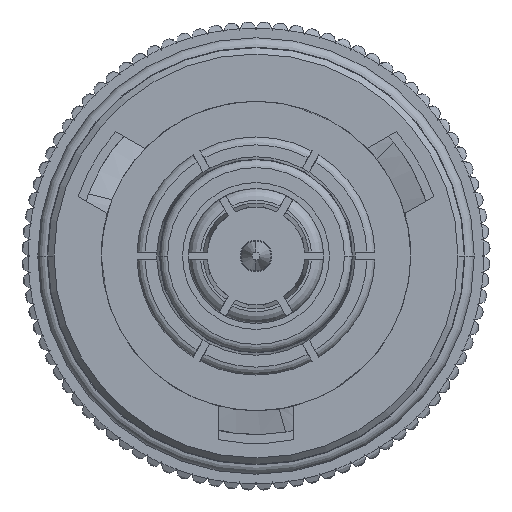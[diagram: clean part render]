
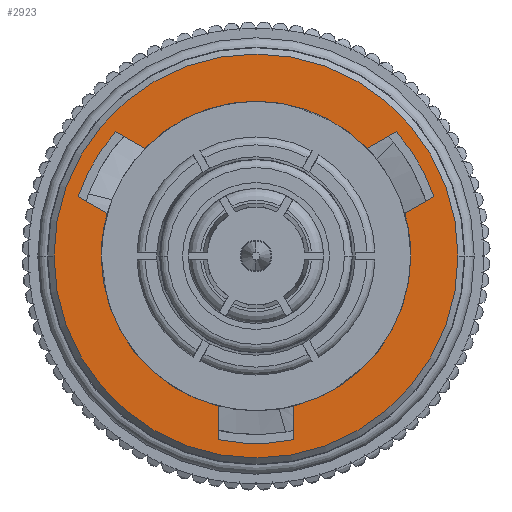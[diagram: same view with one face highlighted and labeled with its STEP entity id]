
A CAD part, left-side view. The second image highlights one B-rep face of the part: STEP entity #2923.
In plain terms, the highlighted face is planar.
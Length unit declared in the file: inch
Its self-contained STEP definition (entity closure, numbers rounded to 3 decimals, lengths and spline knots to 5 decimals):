
#358 = EDGE_CURVE ( 'NONE', #14561, #20795, #21285, .T. ) ;
#486 = ORIENTED_EDGE ( 'NONE', *, *, #17748, .F. ) ;
#790 = CIRCLE ( 'NONE', #24978, 0.23622 ) ;
#854 = VECTOR ( 'NONE', #14840, 39.37008 ) ;
#856 = ORIENTED_EDGE ( 'NONE', *, *, #358, .T. ) ;
#1137 = CARTESIAN_POINT ( 'NONE',  ( 0., 0., 0.195 ) ) ;
#1374 = DIRECTION ( 'NONE',  ( 0., 0., 1. ) ) ;
#1549 = DIRECTION ( 'NONE',  ( -1., 0., 0. ) ) ;
#1639 = AXIS2_PLACEMENT_3D ( 'NONE', #19581, #11732, #13463 ) ;
#1739 = ORIENTED_EDGE ( 'NONE', *, *, #12299, .F. ) ;
#1817 = CARTESIAN_POINT ( 'NONE',  ( 0., 0.195, 0. ) ) ;
#1904 = VERTEX_POINT ( 'NONE', #5234 ) ;
#2438 = AXIS2_PLACEMENT_3D ( 'NONE', #4342, #18707, #4729 ) ;
#2474 = VECTOR ( 'NONE', #3917, 39.37008 ) ;
#2512 = CARTESIAN_POINT ( 'NONE',  ( 0., 0., 0. ) ) ;
#2633 = VERTEX_POINT ( 'NONE', #24037 ) ;
#2917 = ORIENTED_EDGE ( 'NONE', *, *, #21123, .F. ) ;
#2923 = ADVANCED_FACE ( 'NONE', ( #26134, #25879 ), #10065, .F. ) ;
#3125 = EDGE_CURVE ( 'NONE', #23438, #19250, #21181, .T. ) ;
#3215 = VECTOR ( 'NONE', #10634, 39.37008 ) ;
#3283 = CIRCLE ( 'NONE', #2438, 0.2545 ) ;
#3445 = CARTESIAN_POINT ( 'NONE',  ( 0., -0.07456, -0.22414 ) ) ;
#3659 = CIRCLE ( 'NONE', #15112, 0.2545 ) ;
#3900 = DIRECTION ( 'NONE',  ( 1., 0., 0. ) ) ;
#3917 = DIRECTION ( 'NONE',  ( 0., -0.5, -0.866 ) ) ;
#4237 = EDGE_LOOP ( 'NONE', ( #17984, #6466, #20448, #1739, #14857, #11002, #4749, #9766, #486, #856, #15431, #21798, #22236, #21038 ) ) ;
#4342 = CARTESIAN_POINT ( 'NONE',  ( 0., 0., 0. ) ) ;
#4729 = DIRECTION ( 'NONE',  ( 0., 0., 1. ) ) ;
#4749 = ORIENTED_EDGE ( 'NONE', *, *, #13555, .F. ) ;
#4840 = DIRECTION ( 'NONE',  ( 0., -1., 0. ) ) ;
#5164 = DIRECTION ( 'NONE',  ( 0., -0.5, 0.866 ) ) ;
#5234 = CARTESIAN_POINT ( 'NONE',  ( 0., -0.15683, -0.17664 ) ) ;
#5434 = EDGE_LOOP ( 'NONE', ( #12923, #2917 ) ) ;
#5729 = CARTESIAN_POINT ( 'NONE',  ( 0., 0., 0. ) ) ;
#6084 = EDGE_CURVE ( 'NONE', #19188, #6467, #23090, .T. ) ;
#6466 = ORIENTED_EDGE ( 'NONE', *, *, #12309, .T. ) ;
#6467 = VERTEX_POINT ( 'NONE', #18447 ) ;
#7129 = CIRCLE ( 'NONE', #25354, 0.195 ) ;
#7893 = EDGE_CURVE ( 'NONE', #20795, #19250, #16901, .T. ) ;
#7900 = LINE ( 'NONE', #20120, #2474 ) ;
#7928 = DIRECTION ( 'NONE',  ( 0., 0., 1. ) ) ;
#8022 = CARTESIAN_POINT ( 'NONE',  ( 0., 0., 0. ) ) ;
#8099 = EDGE_CURVE ( 'NONE', #19188, #13399, #20283, .T. ) ;
#8348 = VERTEX_POINT ( 'NONE', #3445 ) ;
#8425 = VECTOR ( 'NONE', #8765, 39.37008 ) ;
#8765 = DIRECTION ( 'NONE',  ( 0., 0.5, 0.866 ) ) ;
#8975 = CARTESIAN_POINT ( 'NONE',  ( 0., 0.2314, 0.0475 ) ) ;
#9532 = CARTESIAN_POINT ( 'NONE',  ( 0., 0., 0. ) ) ;
#9619 = DIRECTION ( 'NONE',  ( 1., 0., 0. ) ) ;
#9754 = DIRECTION ( 'NONE',  ( 1., 0., 0. ) ) ;
#9766 = ORIENTED_EDGE ( 'NONE', *, *, #15053, .F. ) ;
#9858 = DIRECTION ( 'NONE',  ( 0., 0., 1. ) ) ;
#9882 = DIRECTION ( 'NONE',  ( 0., 0., 1. ) ) ;
#10065 = PLANE ( 'NONE',  #13341 ) ;
#10490 = AXIS2_PLACEMENT_3D ( 'NONE', #10888, #18996, #21109 ) ;
#10634 = DIRECTION ( 'NONE',  ( 0., 1., 0. ) ) ;
#10888 = CARTESIAN_POINT ( 'NONE',  ( 0., 0., 0. ) ) ;
#11002 = ORIENTED_EDGE ( 'NONE', *, *, #24173, .T. ) ;
#11282 = EDGE_CURVE ( 'NONE', #6467, #23438, #21874, .T. ) ;
#11464 = VERTEX_POINT ( 'NONE', #15926 ) ;
#11732 = DIRECTION ( 'NONE',  ( -1., 0., 0. ) ) ;
#11839 = CIRCLE ( 'NONE', #1639, 0.195 ) ;
#12131 = VERTEX_POINT ( 'NONE', #16681 ) ;
#12299 = EDGE_CURVE ( 'NONE', #1904, #8348, #790, .T. ) ;
#12309 = EDGE_CURVE ( 'NONE', #13399, #12131, #11839, .T. ) ;
#12325 = CARTESIAN_POINT ( 'NONE',  ( 0., 0.2314, 0.0475 ) ) ;
#12874 = CARTESIAN_POINT ( 'NONE',  ( 0., 0.2314, -0.0475 ) ) ;
#12923 = ORIENTED_EDGE ( 'NONE', *, *, #24470, .F. ) ;
#13341 = AXIS2_PLACEMENT_3D ( 'NONE', #1817, #1549, #7928 ) ;
#13399 = VERTEX_POINT ( 'NONE', #18198 ) ;
#13463 = DIRECTION ( 'NONE',  ( 0., 0., 1. ) ) ;
#13555 = EDGE_CURVE ( 'NONE', #14321, #15638, #25562, .T. ) ;
#13976 = DIRECTION ( 'NONE',  ( -1., 0., 0. ) ) ;
#14321 = VERTEX_POINT ( 'NONE', #18995 ) ;
#14370 = EDGE_CURVE ( 'NONE', #8348, #12131, #25374, .T. ) ;
#14561 = VERTEX_POINT ( 'NONE', #23869 ) ;
#14840 = DIRECTION ( 'NONE',  ( 0., 0.5, -0.866 ) ) ;
#14857 = ORIENTED_EDGE ( 'NONE', *, *, #24711, .F. ) ;
#14970 = DIRECTION ( 'NONE',  ( -1., 0., 0. ) ) ;
#14985 = CARTESIAN_POINT ( 'NONE',  ( 0., 0.18913, 0.0475 ) ) ;
#15053 = EDGE_CURVE ( 'NONE', #2633, #14321, #24462, .T. ) ;
#15112 = AXIS2_PLACEMENT_3D ( 'NONE', #5729, #13976, #9858 ) ;
#15124 = CARTESIAN_POINT ( 'NONE',  ( 0., -0.07456, 0.22414 ) ) ;
#15431 = ORIENTED_EDGE ( 'NONE', *, *, #7893, .T. ) ;
#15526 = AXIS2_PLACEMENT_3D ( 'NONE', #26216, #9754, #9882 ) ;
#15572 = AXIS2_PLACEMENT_3D ( 'NONE', #8022, #3900, #17990 ) ;
#15638 = VERTEX_POINT ( 'NONE', #17521 ) ;
#15926 = CARTESIAN_POINT ( 'NONE',  ( 0., 0., -0.2545 ) ) ;
#16230 = AXIS2_PLACEMENT_3D ( 'NONE', #9532, #14970, #25077 ) ;
#16486 = DIRECTION ( 'NONE',  ( 0., 0., 1. ) ) ;
#16681 = CARTESIAN_POINT ( 'NONE',  ( 0., -0.05343, -0.18754 ) ) ;
#16833 = AXIS2_PLACEMENT_3D ( 'NONE', #23559, #19049, #1374 ) ;
#16869 = DIRECTION ( 'NONE',  ( -1., 0., 0. ) ) ;
#16901 = CIRCLE ( 'NONE', #16833, 0.195 ) ;
#17193 = DIRECTION ( 'NONE',  ( 0., 0., 1. ) ) ;
#17408 = CARTESIAN_POINT ( 'NONE',  ( 0., -0.07456, -0.22414 ) ) ;
#17521 = CARTESIAN_POINT ( 'NONE',  ( 0., -0.1357, 0.14004 ) ) ;
#17748 = EDGE_CURVE ( 'NONE', #14561, #2633, #22318, .T. ) ;
#17789 = VECTOR ( 'NONE', #5164, 39.37008 ) ;
#17984 = ORIENTED_EDGE ( 'NONE', *, *, #8099, .T. ) ;
#17990 = DIRECTION ( 'NONE',  ( 0., 0., 1. ) ) ;
#18198 = CARTESIAN_POINT ( 'NONE',  ( 0., 0., -0.195 ) ) ;
#18447 = CARTESIAN_POINT ( 'NONE',  ( 0., 0.2314, -0.0475 ) ) ;
#18707 = DIRECTION ( 'NONE',  ( -1., 0., 0. ) ) ;
#18995 = CARTESIAN_POINT ( 'NONE',  ( 0., -0.15683, 0.17664 ) ) ;
#18996 = DIRECTION ( 'NONE',  ( -1., 0., 0. ) ) ;
#19049 = DIRECTION ( 'NONE',  ( -1., 0., 0. ) ) ;
#19111 = CARTESIAN_POINT ( 'NONE',  ( 0., 0.18913, -0.0475 ) ) ;
#19188 = VERTEX_POINT ( 'NONE', #19111 ) ;
#19250 = VERTEX_POINT ( 'NONE', #14985 ) ;
#19258 = VERTEX_POINT ( 'NONE', #23086 ) ;
#19581 = CARTESIAN_POINT ( 'NONE',  ( 0., 0., 0. ) ) ;
#19701 = CARTESIAN_POINT ( 'NONE',  ( 0., 0., 0. ) ) ;
#20120 = CARTESIAN_POINT ( 'NONE',  ( 0., -0.15683, -0.17664 ) ) ;
#20283 = CIRCLE ( 'NONE', #10490, 0.195 ) ;
#20448 = ORIENTED_EDGE ( 'NONE', *, *, #14370, .F. ) ;
#20561 = VECTOR ( 'NONE', #4840, 39.37008 ) ;
#20684 = CARTESIAN_POINT ( 'NONE',  ( 0., -0.15683, 0.17664 ) ) ;
#20795 = VERTEX_POINT ( 'NONE', #1137 ) ;
#21038 = ORIENTED_EDGE ( 'NONE', *, *, #6084, .F. ) ;
#21109 = DIRECTION ( 'NONE',  ( 0., 0., 1. ) ) ;
#21123 = EDGE_CURVE ( 'NONE', #11464, #25510, #3659, .T. ) ;
#21181 = LINE ( 'NONE', #8975, #20561 ) ;
#21285 = CIRCLE ( 'NONE', #16230, 0.195 ) ;
#21798 = ORIENTED_EDGE ( 'NONE', *, *, #3125, .F. ) ;
#21874 = CIRCLE ( 'NONE', #15526, 0.23622 ) ;
#22236 = ORIENTED_EDGE ( 'NONE', *, *, #11282, .F. ) ;
#22318 = LINE ( 'NONE', #15124, #17789 ) ;
#23086 = CARTESIAN_POINT ( 'NONE',  ( 0., -0.1357, -0.14004 ) ) ;
#23090 = LINE ( 'NONE', #12874, #3215 ) ;
#23127 = CARTESIAN_POINT ( 'NONE',  ( 0., 0., 0.2545 ) ) ;
#23438 = VERTEX_POINT ( 'NONE', #12325 ) ;
#23559 = CARTESIAN_POINT ( 'NONE',  ( 0., 0., 0. ) ) ;
#23869 = CARTESIAN_POINT ( 'NONE',  ( 0., -0.05343, 0.18754 ) ) ;
#24037 = CARTESIAN_POINT ( 'NONE',  ( 0., -0.07456, 0.22414 ) ) ;
#24173 = EDGE_CURVE ( 'NONE', #19258, #15638, #7129, .T. ) ;
#24462 = CIRCLE ( 'NONE', #15572, 0.23622 ) ;
#24470 = EDGE_CURVE ( 'NONE', #25510, #11464, #3283, .T. ) ;
#24711 = EDGE_CURVE ( 'NONE', #19258, #1904, #7900, .T. ) ;
#24978 = AXIS2_PLACEMENT_3D ( 'NONE', #19701, #9619, #17193 ) ;
#25077 = DIRECTION ( 'NONE',  ( 0., 0., 1. ) ) ;
#25354 = AXIS2_PLACEMENT_3D ( 'NONE', #2512, #16869, #16486 ) ;
#25374 = LINE ( 'NONE', #17408, #8425 ) ;
#25510 = VERTEX_POINT ( 'NONE', #23127 ) ;
#25562 = LINE ( 'NONE', #20684, #854 ) ;
#25879 = FACE_BOUND ( 'NONE', #4237, .T. ) ;
#26134 = FACE_OUTER_BOUND ( 'NONE', #5434, .T. ) ;
#26216 = CARTESIAN_POINT ( 'NONE',  ( 0., 0., 0. ) ) ;
